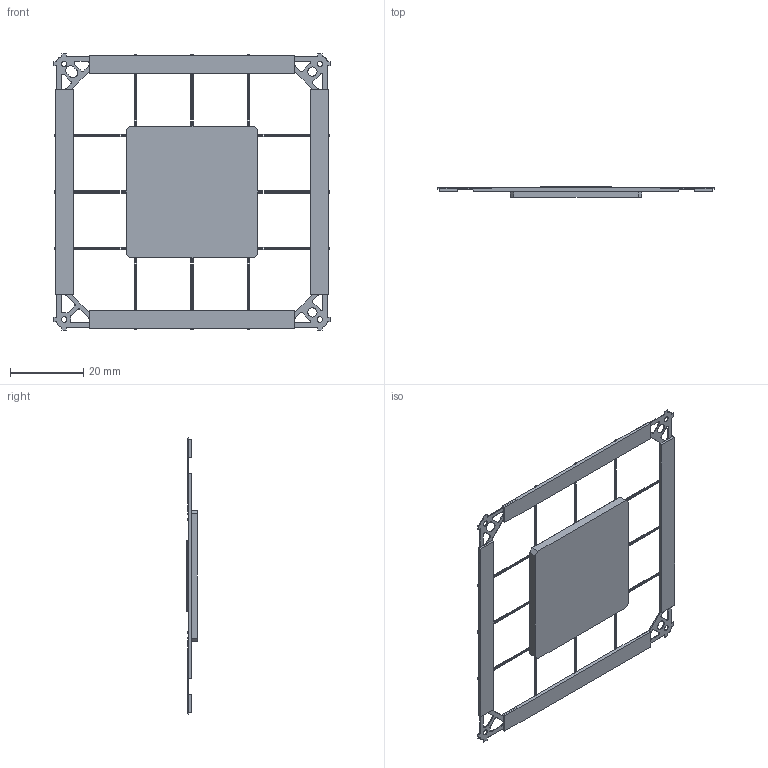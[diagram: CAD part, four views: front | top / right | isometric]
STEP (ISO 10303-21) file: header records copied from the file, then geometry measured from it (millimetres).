
FILE_DESCRIPTION (( 'STEP AP214' ), '1' );
FILE_NAME ('Êîðïóñ 4244.256-3.STEP', '2018-04-28T11:26:13', ( 'Admin' ), ( '' ), 'SwSTEP 2.0', 'SolidWorks 2015', '' );
FILE_SCHEMA (( 'AUTOMOTIVE_DESIGN' ));
Length unit declared in the file: millimetre
Products named in the file (37): Íîæêà áåç ô; ﾎ魵瑙韃; 扻豵鵨 4244.256-3; 扰黓蠉錭; Êðûøêà; Ðàìêà; 挓鍱鍧
Assembly tree (30 placements, depth 3):
  Íîæêà áåç ô
  ﾎ魵瑙韃
  Íîæêà áåç ô
  扻豵鵨 4244.256-3
    ﾎ魵瑙韃
      ﾎ魵瑙韃
      Íîæêà áåç ô  x24
      挓鍱鍧
      Ðàìêà
    Êðûøêà
    扰黓蠉錭
  Íîæêà áåç ô
Bounding box: 75.6 x 2.9 x 75.6 mm (x, y, z)
Volume: 3982.5 mm3; surface area: 7855.8 mm2
Topology: 29 solids, 29 shells, 3165 faces, 8413 edges, 5600 vertices
Faces by surface type: plane 2964, cylinder 201
Entity records: 119107 total; most frequent: CARTESIAN_POINT 16063, ORIENTED_EDGE 15722, DIRECTION 14021, EDGE_CURVE 7861, VECTOR 7641, LINE 7641, VERTEX_POINT 5232, EDGE_LOOP 3263
